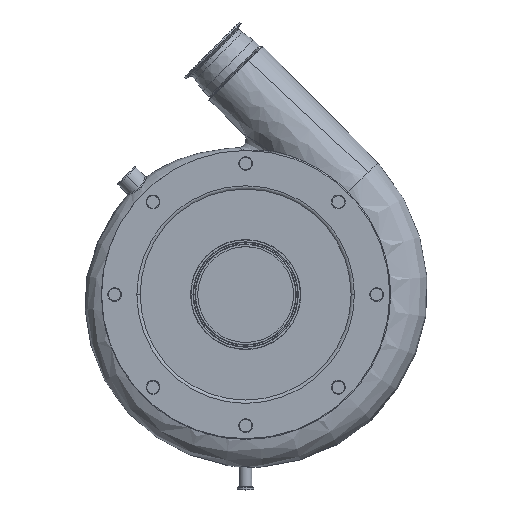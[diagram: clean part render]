
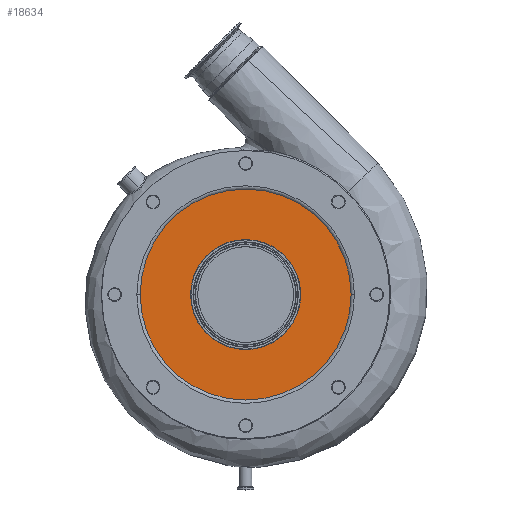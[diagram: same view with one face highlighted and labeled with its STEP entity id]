
A CAD part, top view. The second image highlights one B-rep face of the part: STEP entity #18634.
In plain terms, the highlighted planar face has unit normal (0, 0, 1).
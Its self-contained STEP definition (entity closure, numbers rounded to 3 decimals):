
#732 = CARTESIAN_POINT ( 'NONE',  ( 0., 0., 435. ) ) ;
#792 = CARTESIAN_POINT ( 'NONE',  ( 0., 0., 435. ) ) ;
#989 = VERTEX_POINT ( 'NONE', #18429 ) ;
#1351 = FACE_BOUND ( 'NONE', #10071, .T. ) ;
#1601 = CARTESIAN_POINT ( 'NONE',  ( 0., 0., 435. ) ) ;
#2125 = AXIS2_PLACEMENT_3D ( 'NONE', #1601, #27811, #10265 ) ;
#2222 = CARTESIAN_POINT ( 'NONE',  ( -83.985, 0., 435. ) ) ;
#2717 = ORIENTED_EDGE ( 'NONE', *, *, #8008, .F. ) ;
#2838 = CARTESIAN_POINT ( 'NONE',  ( 83.985, 0., 435. ) ) ;
#3215 = DIRECTION ( 'NONE',  ( -1., 0., 0. ) ) ;
#3570 = AXIS2_PLACEMENT_3D ( 'NONE', #27781, #10382, #3215 ) ;
#3986 = ORIENTED_EDGE ( 'NONE', *, *, #13631, .F. ) ;
#6027 = EDGE_CURVE ( 'NONE', #14277, #989, #20052, .T. ) ;
#7154 = ORIENTED_EDGE ( 'NONE', *, *, #25249, .F. ) ;
#7213 = DIRECTION ( 'NONE',  ( 0., 0., 1. ) ) ;
#7693 = FACE_OUTER_BOUND ( 'NONE', #20851, .T. ) ;
#7704 = CIRCLE ( 'NONE', #3570, 160.956 ) ;
#7847 = DIRECTION ( 'NONE',  ( 0., 0., 1. ) ) ;
#8008 = EDGE_CURVE ( 'NONE', #989, #14277, #7704, .T. ) ;
#9139 = CIRCLE ( 'NONE', #27490, 83.985 ) ;
#10071 = EDGE_LOOP ( 'NONE', ( #7154, #3986 ) ) ;
#10265 = DIRECTION ( 'NONE',  ( -1., 0., 0. ) ) ;
#10382 = DIRECTION ( 'NONE',  ( 0., 0., -1. ) ) ;
#10779 = CIRCLE ( 'NONE', #24565, 83.985 ) ;
#10841 = ORIENTED_EDGE ( 'NONE', *, *, #6027, .F. ) ;
#11386 = DIRECTION ( 'NONE',  ( 1., 0., 0. ) ) ;
#11900 = DIRECTION ( 'NONE',  ( 1., 0., 0. ) ) ;
#13631 = EDGE_CURVE ( 'NONE', #15418, #17439, #9139, .T. ) ;
#14277 = VERTEX_POINT ( 'NONE', #27715 ) ;
#15418 = VERTEX_POINT ( 'NONE', #2838 ) ;
#17439 = VERTEX_POINT ( 'NONE', #2222 ) ;
#18429 = CARTESIAN_POINT ( 'NONE',  ( -160.956, 0., 435. ) ) ;
#18502 = PLANE ( 'NONE',  #23926 ) ;
#18634 = ADVANCED_FACE ( 'NONE', ( #7693, #1351 ), #18502, .T. ) ;
#18934 = DIRECTION ( 'NONE',  ( 0., 0., 1. ) ) ;
#20052 = CIRCLE ( 'NONE', #2125, 160.956 ) ;
#20851 = EDGE_LOOP ( 'NONE', ( #10841, #2717 ) ) ;
#23926 = AXIS2_PLACEMENT_3D ( 'NONE', #792, #18934, #25261 ) ;
#24565 = AXIS2_PLACEMENT_3D ( 'NONE', #27277, #7847, #11900 ) ;
#25249 = EDGE_CURVE ( 'NONE', #17439, #15418, #10779, .T. ) ;
#25261 = DIRECTION ( 'NONE',  ( 1., 0., 0. ) ) ;
#27277 = CARTESIAN_POINT ( 'NONE',  ( 0., 0., 435. ) ) ;
#27490 = AXIS2_PLACEMENT_3D ( 'NONE', #732, #7213, #11386 ) ;
#27715 = CARTESIAN_POINT ( 'NONE',  ( 160.956, 0., 435. ) ) ;
#27781 = CARTESIAN_POINT ( 'NONE',  ( 0., 0., 435. ) ) ;
#27811 = DIRECTION ( 'NONE',  ( 0., 0., -1. ) ) ;
